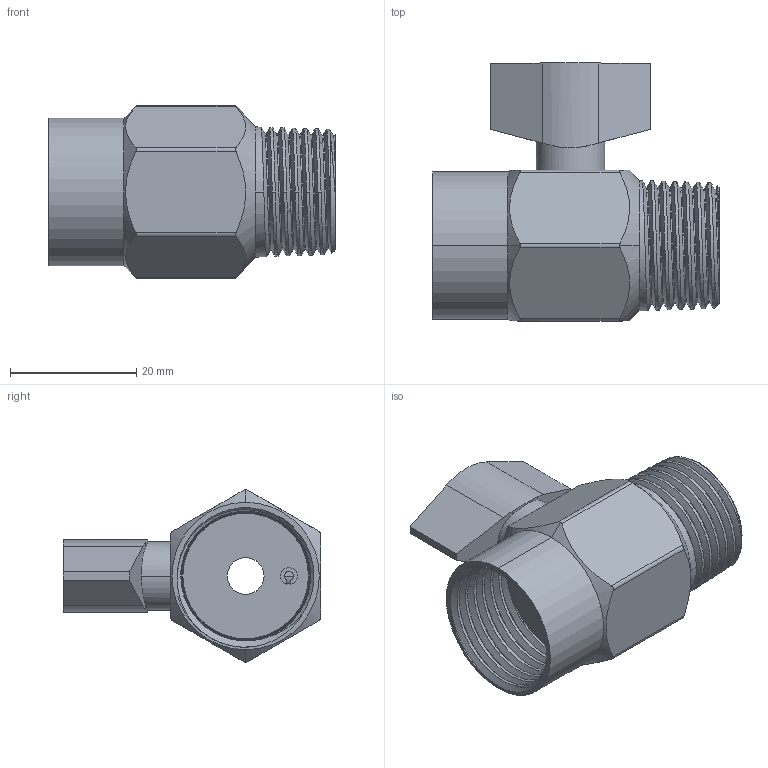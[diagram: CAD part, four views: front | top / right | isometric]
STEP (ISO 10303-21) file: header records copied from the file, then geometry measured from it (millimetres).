
FILE_DESCRIPTION((''),'2;1');
FILE_NAME('216_WEB','2010-12-08T',('project'),(''),'PRO/ENGINEER BY PARAMETRIC TECHNOLOGY CORPORATION, 2009300','PRO/ENGINEER BY PARAMETRIC TECHNOLOGY CORPORATION, 2009300','');
FILE_SCHEMA(('CONFIG_CONTROL_DESIGN'));
Length unit declared in the file: inch
Products named in the file (1): 216_WEB
Bounding box: 45.47 x 40.89 x 27.33 mm (x, y, z)
Surface area: 9148.1 mm2 (no closed solid volume)
Topology: 0 solids, 4 shells, 111 faces, 308 edges, 200 vertices
Faces by surface type: cone 36, cylinder 32, plane 28, bspline 15
Entity records: 10115 total; most frequent: CARTESIAN_POINT 7502, ORIENTED_EDGE 608, DIRECTION 414, EDGE_CURVE 308, VERTEX_POINT 200, AXIS2_PLACEMENT_3D 147, B_SPLINE_CURVE_WITH_KNOTS 137, VECTOR 120
